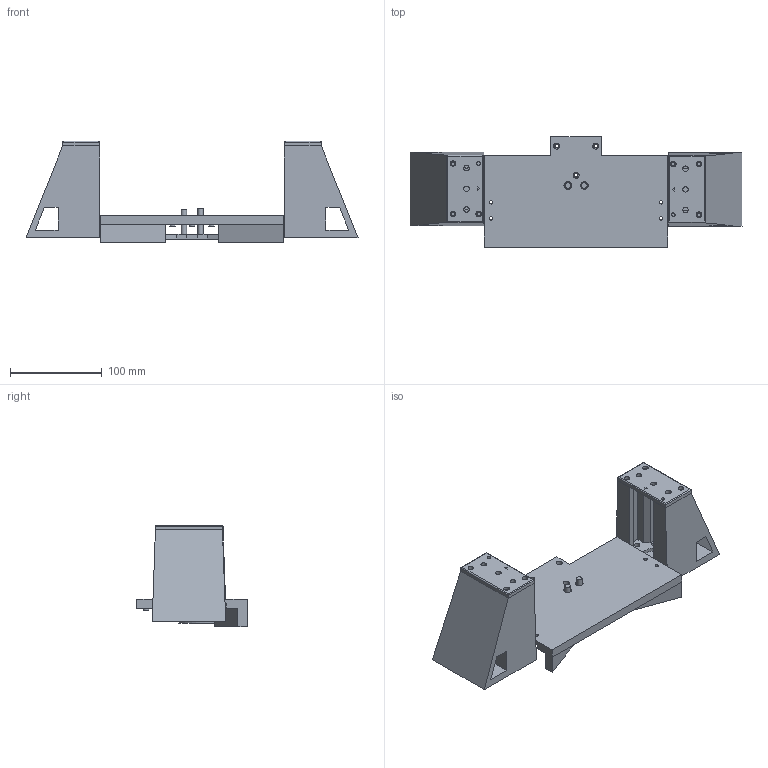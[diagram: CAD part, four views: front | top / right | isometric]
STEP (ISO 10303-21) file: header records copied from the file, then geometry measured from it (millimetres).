
FILE_DESCRIPTION(('FreeCAD Model'),'2;1');
FILE_NAME('Open CASCADE Shape Model','2025-03-18T17:40:24',('Author'),( ''),'Open CASCADE STEP processor 7.8','FreeCAD','Unknown');
FILE_SCHEMA(('AUTOMOTIVE_DESIGN { 1 0 10303 214 1 1 1 1 }'));
Length unit declared in the file: millimetre
Products named in the file (6): Assembly; beam; base; base-top; claw; rod
Assembly tree (8 placements, depth 2):
  Assembly
    beam
    base  x2
    base-top  x2
    claw
    rod  x2
Bounding box: 361.33 x 120 x 110.37 mm (x, y, z)
Volume: 771321.4 mm3; surface area: 187748.7 mm2
Topology: 8 solids, 8 shells, 229 faces, 515 edges, 340 vertices
Faces by surface type: plane 151, cylinder 78
Full cylindrical faces by diameter (mm): 3.7 x7, 3.8 x8, 4 x16, 6 x29, 6.3 x2, 6.5 x3, 8.3 x2, 24 x2
Entity records: 4386 total; most frequent: DIRECTION 739, CARTESIAN_POINT 715, ORIENTED_EDGE 672, EDGE_CURVE 336, AXIS2_PLACEMENT_3D 248, LINE 243, VECTOR 243, VERTEX_POINT 222
